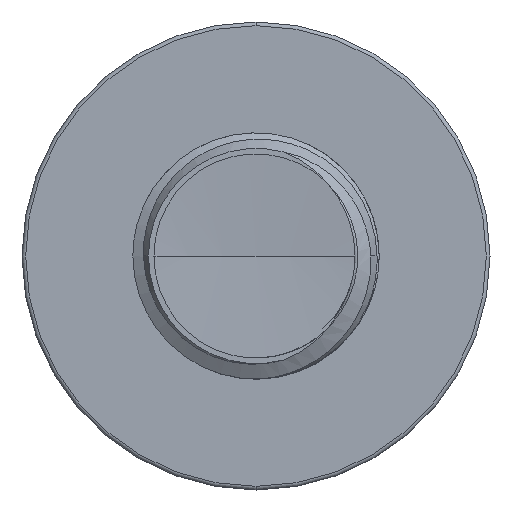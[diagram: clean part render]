
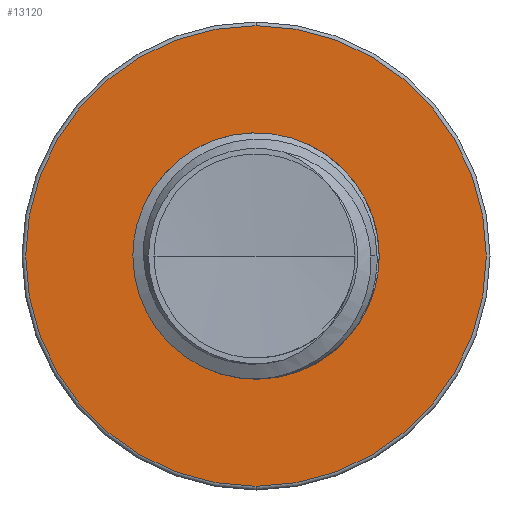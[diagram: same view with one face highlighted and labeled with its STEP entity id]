
A CAD part, front view. The second image highlights one B-rep face of the part: STEP entity #13120.
In plain terms, the highlighted planar face has unit normal (0, -1, 0).
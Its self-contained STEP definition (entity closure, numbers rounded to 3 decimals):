
#835 = ORIENTED_EDGE ( 'NONE', *, *, #7669, .F. ) ;
#976 = CIRCLE ( 'NONE', #4353, 4.675 ) ;
#2375 = EDGE_LOOP ( 'NONE', ( #10967, #23167 ) ) ;
#4353 = AXIS2_PLACEMENT_3D ( 'NONE', #9109, #24870, #11491 ) ;
#7273 = VERTEX_POINT ( 'NONE', #11365 ) ;
#7669 = EDGE_CURVE ( 'NONE', #18047, #27143, #14471, .T. ) ;
#8065 = DIRECTION ( 'NONE',  ( 0., 0., -1. ) ) ;
#8075 = DIRECTION ( 'NONE',  ( 0., -1., 0. ) ) ;
#8117 = CARTESIAN_POINT ( 'NONE',  ( 0., 11., 0. ) ) ;
#9109 = CARTESIAN_POINT ( 'NONE',  ( 0., 11., 0. ) ) ;
#9306 = CARTESIAN_POINT ( 'NONE',  ( 0., 11., -4.675 ) ) ;
#10967 = ORIENTED_EDGE ( 'NONE', *, *, #24204, .T. ) ;
#11365 = CARTESIAN_POINT ( 'NONE',  ( 0., 11., 4.675 ) ) ;
#11491 = DIRECTION ( 'NONE',  ( 0., 0., -1. ) ) ;
#12123 = AXIS2_PLACEMENT_3D ( 'NONE', #26144, #13354, #27618 ) ;
#13120 = ADVANCED_FACE ( 'NONE', ( #14485, #20000 ), #19187, .T. ) ;
#13354 = DIRECTION ( 'NONE',  ( 0., -1., 0. ) ) ;
#13796 = DIRECTION ( 'NONE',  ( 0., -1., 0. ) ) ;
#14114 = AXIS2_PLACEMENT_3D ( 'NONE', #26454, #13796, #27922 ) ;
#14471 = CIRCLE ( 'NONE', #15023, 2.438 ) ;
#14485 = FACE_OUTER_BOUND ( 'NONE', #2375, .T. ) ;
#15023 = AXIS2_PLACEMENT_3D ( 'NONE', #8117, #8075, #8065 ) ;
#17698 = ORIENTED_EDGE ( 'NONE', *, *, #26846, .F. ) ;
#17961 = CARTESIAN_POINT ( 'NONE',  ( 0., 11., -2.438 ) ) ;
#18047 = VERTEX_POINT ( 'NONE', #17961 ) ;
#18836 = EDGE_CURVE ( 'NONE', #7273, #25907, #976, .T. ) ;
#19094 = DIRECTION ( 'NONE',  ( 0., 0., -1. ) ) ;
#19130 = DIRECTION ( 'NONE',  ( 0., -1., 0. ) ) ;
#19187 = PLANE ( 'NONE',  #26447 ) ;
#19255 = CARTESIAN_POINT ( 'NONE',  ( 0., 11., 2.438 ) ) ;
#20000 = FACE_BOUND ( 'NONE', #24596, .T. ) ;
#22538 = CARTESIAN_POINT ( 'NONE',  ( 0., 11., 2.438 ) ) ;
#23167 = ORIENTED_EDGE ( 'NONE', *, *, #18836, .T. ) ;
#23567 = CIRCLE ( 'NONE', #14114, 2.438 ) ;
#24204 = EDGE_CURVE ( 'NONE', #25907, #7273, #26056, .T. ) ;
#24596 = EDGE_LOOP ( 'NONE', ( #835, #17698 ) ) ;
#24870 = DIRECTION ( 'NONE',  ( 0., -1., 0. ) ) ;
#25907 = VERTEX_POINT ( 'NONE', #9306 ) ;
#26056 = CIRCLE ( 'NONE', #12123, 4.675 ) ;
#26144 = CARTESIAN_POINT ( 'NONE',  ( 0., 11., 0. ) ) ;
#26447 = AXIS2_PLACEMENT_3D ( 'NONE', #19255, #19130, #19094 ) ;
#26454 = CARTESIAN_POINT ( 'NONE',  ( 0., 11., 0. ) ) ;
#26846 = EDGE_CURVE ( 'NONE', #27143, #18047, #23567, .T. ) ;
#27143 = VERTEX_POINT ( 'NONE', #22538 ) ;
#27618 = DIRECTION ( 'NONE',  ( 0., 0., -1. ) ) ;
#27922 = DIRECTION ( 'NONE',  ( 0., 0., -1. ) ) ;
